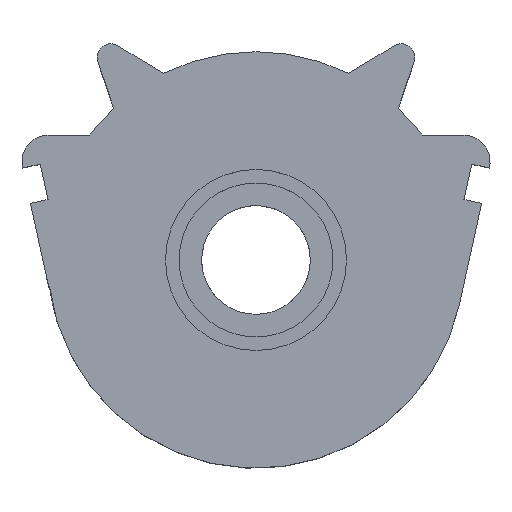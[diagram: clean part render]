
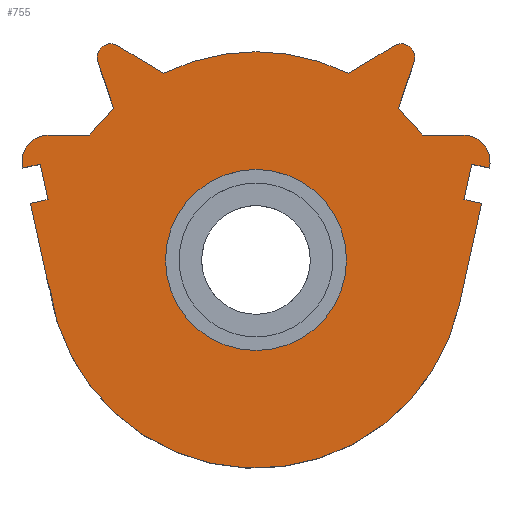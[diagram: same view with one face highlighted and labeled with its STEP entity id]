
A CAD part, top view. The second image highlights one B-rep face of the part: STEP entity #755.
In plain terms, the highlighted planar face has unit normal (0, 0, 1).
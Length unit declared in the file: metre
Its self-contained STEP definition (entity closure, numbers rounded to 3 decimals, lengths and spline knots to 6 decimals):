
#26=CIRCLE('',#811,0.01);
#27=CIRCLE('',#812,0.023);
#28=CIRCLE('',#813,0.003);
#29=CIRCLE('',#814,0.0015);
#30=CIRCLE('',#815,0.023);
#31=CIRCLE('',#816,0.0015);
#32=CIRCLE('',#817,0.003);
#63=ORIENTED_EDGE('',*,*,#287,.F.);
#64=ORIENTED_EDGE('',*,*,#288,.T.);
#65=ORIENTED_EDGE('',*,*,#289,.T.);
#66=ORIENTED_EDGE('',*,*,#290,.T.);
#67=ORIENTED_EDGE('',*,*,#291,.T.);
#68=ORIENTED_EDGE('',*,*,#292,.T.);
#69=ORIENTED_EDGE('',*,*,#293,.F.);
#70=ORIENTED_EDGE('',*,*,#294,.F.);
#71=ORIENTED_EDGE('',*,*,#295,.F.);
#72=ORIENTED_EDGE('',*,*,#296,.F.);
#73=ORIENTED_EDGE('',*,*,#297,.T.);
#74=ORIENTED_EDGE('',*,*,#298,.F.);
#75=ORIENTED_EDGE('',*,*,#299,.T.);
#76=ORIENTED_EDGE('',*,*,#300,.T.);
#77=ORIENTED_EDGE('',*,*,#301,.T.);
#78=ORIENTED_EDGE('',*,*,#302,.T.);
#79=ORIENTED_EDGE('',*,*,#303,.T.);
#80=ORIENTED_EDGE('',*,*,#304,.F.);
#81=ORIENTED_EDGE('',*,*,#305,.T.);
#82=ORIENTED_EDGE('',*,*,#306,.F.);
#83=ORIENTED_EDGE('',*,*,#307,.F.);
#84=ORIENTED_EDGE('',*,*,#308,.T.);
#85=ORIENTED_EDGE('',*,*,#309,.T.);
#86=ORIENTED_EDGE('',*,*,#310,.F.);
#287=EDGE_CURVE('',#399,#399,#26,.T.);
#288=EDGE_CURVE('',#400,#401,#475,.T.);
#289=EDGE_CURVE('',#401,#402,#476,.T.);
#290=EDGE_CURVE('',#402,#403,#477,.T.);
#291=EDGE_CURVE('',#403,#404,#478,.T.);
#292=EDGE_CURVE('',#404,#405,#27,.T.);
#293=EDGE_CURVE('',#406,#405,#479,.T.);
#294=EDGE_CURVE('',#407,#406,#480,.T.);
#295=EDGE_CURVE('',#408,#407,#481,.T.);
#296=EDGE_CURVE('',#409,#408,#482,.T.);
#297=EDGE_CURVE('',#409,#410,#28,.T.);
#298=EDGE_CURVE('',#411,#410,#483,.T.);
#299=EDGE_CURVE('',#411,#412,#484,.T.);
#300=EDGE_CURVE('',#412,#413,#485,.T.);
#301=EDGE_CURVE('',#413,#414,#29,.T.);
#302=EDGE_CURVE('',#414,#415,#486,.T.);
#303=EDGE_CURVE('',#415,#416,#30,.T.);
#304=EDGE_CURVE('',#417,#416,#487,.T.);
#305=EDGE_CURVE('',#417,#418,#31,.T.);
#306=EDGE_CURVE('',#419,#418,#488,.T.);
#307=EDGE_CURVE('',#420,#419,#489,.T.);
#308=EDGE_CURVE('',#420,#421,#490,.T.);
#309=EDGE_CURVE('',#421,#422,#32,.T.);
#310=EDGE_CURVE('',#400,#422,#491,.T.);
#399=VERTEX_POINT('',#1127);
#400=VERTEX_POINT('',#1129);
#401=VERTEX_POINT('',#1130);
#402=VERTEX_POINT('',#1132);
#403=VERTEX_POINT('',#1134);
#404=VERTEX_POINT('',#1136);
#405=VERTEX_POINT('',#1138);
#406=VERTEX_POINT('',#1140);
#407=VERTEX_POINT('',#1142);
#408=VERTEX_POINT('',#1144);
#409=VERTEX_POINT('',#1146);
#410=VERTEX_POINT('',#1148);
#411=VERTEX_POINT('',#1150);
#412=VERTEX_POINT('',#1152);
#413=VERTEX_POINT('',#1154);
#414=VERTEX_POINT('',#1156);
#415=VERTEX_POINT('',#1158);
#416=VERTEX_POINT('',#1160);
#417=VERTEX_POINT('',#1162);
#418=VERTEX_POINT('',#1164);
#419=VERTEX_POINT('',#1166);
#420=VERTEX_POINT('',#1168);
#421=VERTEX_POINT('',#1170);
#422=VERTEX_POINT('',#1172);
#475=LINE('',#1128,#555);
#476=LINE('',#1131,#556);
#477=LINE('',#1133,#557);
#478=LINE('',#1135,#558);
#479=LINE('',#1139,#559);
#480=LINE('',#1141,#560);
#481=LINE('',#1143,#561);
#482=LINE('',#1145,#562);
#483=LINE('',#1149,#563);
#484=LINE('',#1151,#564);
#485=LINE('',#1153,#565);
#486=LINE('',#1157,#566);
#487=LINE('',#1161,#567);
#488=LINE('',#1165,#568);
#489=LINE('',#1167,#569);
#490=LINE('',#1169,#570);
#491=LINE('',#1173,#571);
#555=VECTOR('',#896,1.);
#556=VECTOR('',#897,1.);
#557=VECTOR('',#898,1.);
#558=VECTOR('',#899,1.);
#559=VECTOR('',#902,1.);
#560=VECTOR('',#903,1.);
#561=VECTOR('',#904,1.);
#562=VECTOR('',#905,1.);
#563=VECTOR('',#908,1.);
#564=VECTOR('',#909,1.);
#565=VECTOR('',#910,1.);
#566=VECTOR('',#913,1.);
#567=VECTOR('',#916,1.);
#568=VECTOR('',#919,1.);
#569=VECTOR('',#920,1.);
#570=VECTOR('',#921,1.);
#571=VECTOR('',#924,1.);
#631=EDGE_LOOP('',(#63));
#632=EDGE_LOOP('',(#64,#65,#66,#67,#68,#69,#70,#71,#72,#73,#74,#75,#76,
#77,#78,#79,#80,#81,#82,#83,#84,#85,#86));
#679=FACE_BOUND('',#631,.T.);
#680=FACE_BOUND('',#632,.T.);
#727=PLANE('',#810);
#755=ADVANCED_FACE('',(#679,#680),#727,.T.);
#810=AXIS2_PLACEMENT_3D('',#1125,#892,#893);
#811=AXIS2_PLACEMENT_3D('',#1126,#894,#895);
#812=AXIS2_PLACEMENT_3D('',#1137,#900,#901);
#813=AXIS2_PLACEMENT_3D('',#1147,#906,#907);
#814=AXIS2_PLACEMENT_3D('',#1155,#911,#912);
#815=AXIS2_PLACEMENT_3D('',#1159,#914,#915);
#816=AXIS2_PLACEMENT_3D('',#1163,#917,#918);
#817=AXIS2_PLACEMENT_3D('',#1171,#922,#923);
#892=DIRECTION('',(0.,0.,1.));
#893=DIRECTION('',(1.,0.,0.));
#894=DIRECTION('',(0.,0.,1.));
#895=DIRECTION('',(1.,0.,0.));
#896=DIRECTION('',(0.215,-0.977,0.));
#897=DIRECTION('',(-0.977,-0.215,0.));
#898=DIRECTION('',(0.215,-0.977,0.));
#899=DIRECTION('',(0.977,0.215,0.));
#900=DIRECTION('',(0.,0.,1.));
#901=DIRECTION('',(1.,0.,0.));
#902=DIRECTION('',(-0.215,-0.977,0.));
#903=DIRECTION('',(0.977,-0.215,0.));
#904=DIRECTION('',(-0.215,-0.977,0.));
#905=DIRECTION('',(-0.977,0.215,0.));
#906=DIRECTION('',(0.,0.,1.));
#907=DIRECTION('',(1.,0.,0.));
#908=DIRECTION('',(1.,0.,0.));
#909=DIRECTION('',(-0.667,0.745,0.));
#910=DIRECTION('',(0.322,0.947,0.));
#911=DIRECTION('',(0.,0.,1.));
#912=DIRECTION('',(1.,0.,0.));
#913=DIRECTION('',(-0.857,-0.515,0.));
#914=DIRECTION('',(0.,0.,1.));
#915=DIRECTION('',(1.,0.,0.));
#916=DIRECTION('',(0.857,-0.515,0.));
#917=DIRECTION('',(0.,0.,1.));
#918=DIRECTION('',(1.,0.,0.));
#919=DIRECTION('',(-0.322,0.947,0.));
#920=DIRECTION('',(0.667,0.745,0.));
#921=DIRECTION('',(-1.,0.,0.));
#922=DIRECTION('',(0.,0.,1.));
#923=DIRECTION('',(1.,0.,0.));
#924=DIRECTION('',(-0.977,-0.215,0.));
#1125=CARTESIAN_POINT('',(0.,0.,0.013));
#1126=CARTESIAN_POINT('',(0.,-0.005,0.013));
#1127=CARTESIAN_POINT('',(0.01,-0.005,0.013));
#1128=CARTESIAN_POINT('',(-0.023398,0.003632,0.013));
#1129=CARTESIAN_POINT('',(-0.023827,0.005585,0.013));
#1130=CARTESIAN_POINT('',(-0.022969,0.001679,0.013));
#1131=CARTESIAN_POINT('',(-0.022969,0.001679,0.013));
#1132=CARTESIAN_POINT('',(-0.024922,0.001249,0.013));
#1133=CARTESIAN_POINT('',(-0.024337,-0.001413,0.013));
#1134=CARTESIAN_POINT('',(-0.022893,-0.007983,0.013));
#1135=CARTESIAN_POINT('',(-0.022851,-0.007974,0.013));
#1136=CARTESIAN_POINT('',(-0.022808,-0.007964,0.013));
#1137=CARTESIAN_POINT('',(0.,-0.005,0.013));
#1138=CARTESIAN_POINT('',(0.022464,-0.009936,0.013));
#1139=CARTESIAN_POINT('',(0.023693,-0.004343,0.013));
#1140=CARTESIAN_POINT('',(0.024922,0.001249,0.013));
#1141=CARTESIAN_POINT('',(0.023945,0.001464,0.013));
#1142=CARTESIAN_POINT('',(0.022969,0.001679,0.013));
#1143=CARTESIAN_POINT('',(0.023398,0.003632,0.013));
#1144=CARTESIAN_POINT('',(0.023827,0.005585,0.013));
#1145=CARTESIAN_POINT('',(0.024804,0.005371,0.013));
#1146=CARTESIAN_POINT('',(0.02578,0.005156,0.013));
#1147=CARTESIAN_POINT('',(0.02285,0.0058,0.013));
#1148=CARTESIAN_POINT('',(0.02285,0.0088,0.013));
#1149=CARTESIAN_POINT('',(0.021576,0.0088,0.013));
#1150=CARTESIAN_POINT('',(0.0184,0.0088,0.013));
#1151=CARTESIAN_POINT('',(0.017065,0.01029,0.013));
#1152=CARTESIAN_POINT('',(0.015731,0.011779,0.013));
#1153=CARTESIAN_POINT('',(0.01699,0.015489,0.013));
#1154=CARTESIAN_POINT('',(0.017467,0.016891,0.013));
#1155=CARTESIAN_POINT('',(0.016046,0.017374,0.013));
#1156=CARTESIAN_POINT('',(0.015274,0.01866,0.013));
#1157=CARTESIAN_POINT('',(0.013499,0.017594,0.013));
#1158=CARTESIAN_POINT('',(0.010202,0.015614,0.013));
#1159=CARTESIAN_POINT('',(0.,-0.005,0.013));
#1160=CARTESIAN_POINT('',(-0.010202,0.015614,0.013));
#1161=CARTESIAN_POINT('',(-0.013499,0.017594,0.013));
#1162=CARTESIAN_POINT('',(-0.015274,0.01866,0.013));
#1163=CARTESIAN_POINT('',(-0.016046,0.017374,0.013));
#1164=CARTESIAN_POINT('',(-0.017467,0.016891,0.013));
#1165=CARTESIAN_POINT('',(-0.01699,0.015489,0.013));
#1166=CARTESIAN_POINT('',(-0.015731,0.011779,0.013));
#1167=CARTESIAN_POINT('',(-0.017065,0.01029,0.013));
#1168=CARTESIAN_POINT('',(-0.0184,0.0088,0.013));
#1169=CARTESIAN_POINT('',(-0.019351,0.0088,0.013));
#1170=CARTESIAN_POINT('',(-0.02285,0.0088,0.013));
#1171=CARTESIAN_POINT('',(-0.02285,0.0058,0.013));
#1172=CARTESIAN_POINT('',(-0.02578,0.005156,0.013));
#1173=CARTESIAN_POINT('',(-0.023827,0.005585,0.013));
